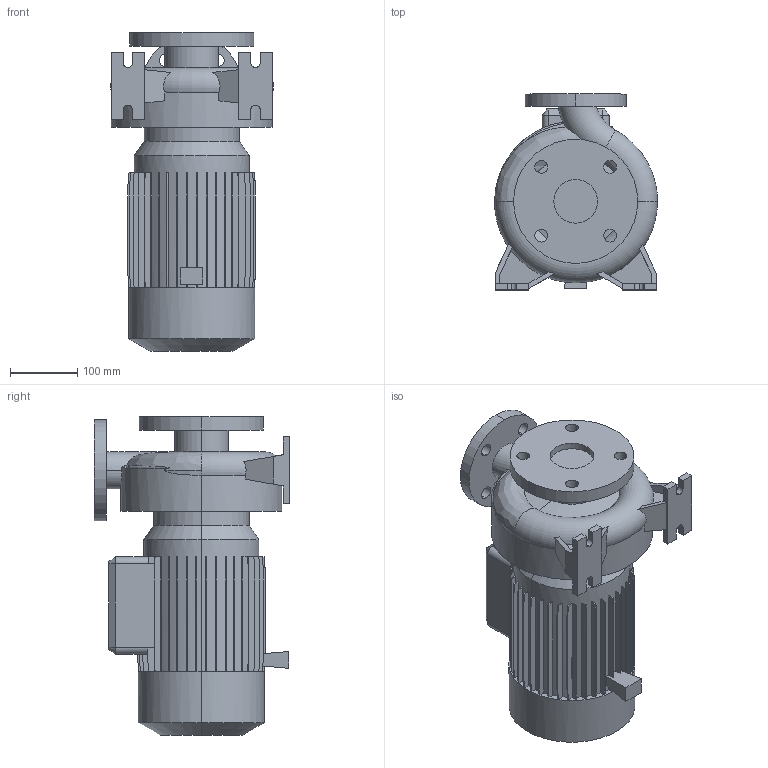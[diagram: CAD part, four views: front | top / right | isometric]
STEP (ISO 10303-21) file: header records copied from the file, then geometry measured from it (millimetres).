
FILE_DESCRIPTION (( 'STEP AP214' ), '1' );
FILE_NAME ('10008452swp02.step', '2022-12-13T10:21:25', ( '' ), ( '' ), 'SwSTEP 2.0', 'SolidWorks 2020', '' );
FILE_SCHEMA (( 'AUTOMOTIVE_DESIGN' ));
Length unit declared in the file: millimetre
Products named in the file (1): 10008452swp02
Bounding box: 242.98 x 292 x 475 mm (x, y, z)
Volume: 13591157.9 mm3; surface area: 638296.9 mm2
Topology: 1 solids, 1 shells, 388 faces, 1115 edges, 736 vertices
Faces by surface type: plane 316, cylinder 52, cone 11, torus 7, bspline 2
Entity records: 14030 total; most frequent: CARTESIAN_POINT 3762, ORIENTED_EDGE 2230, DIRECTION 2006, EDGE_CURVE 1115, VECTOR 878, LINE 878, VERTEX_POINT 736, AXIS2_PLACEMENT_3D 564
